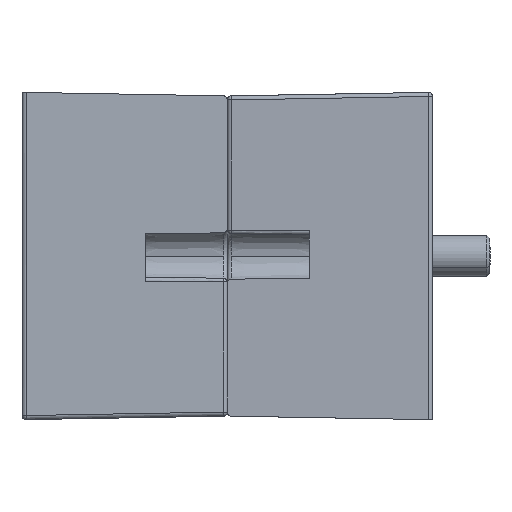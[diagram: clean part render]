
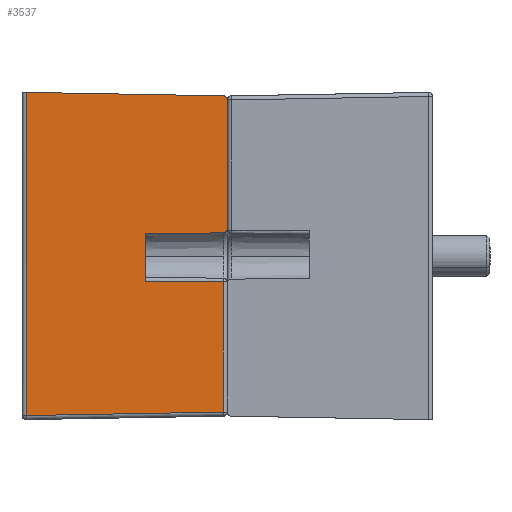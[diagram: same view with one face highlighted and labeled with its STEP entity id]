
A CAD part, left-side view. The second image highlights one B-rep face of the part: STEP entity #3537.
In plain terms, the highlighted planar face has unit normal (-1, -0.018, 0).
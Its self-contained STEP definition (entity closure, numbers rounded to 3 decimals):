
#366 = CARTESIAN_POINT ( 'NONE',  ( -33.135, -6.781, -3.157 ) ) ;
#522 = EDGE_CURVE ( 'NONE', #2418, #10067, #4176, .T. ) ;
#612 = VERTEX_POINT ( 'NONE', #8467 ) ;
#1048 = CARTESIAN_POINT ( 'NONE',  ( -33.135, -6.781, 2.822 ) ) ;
#1068 = DIRECTION ( 'NONE',  ( 0.017, -1., -0.017 ) ) ;
#1474 = LINE ( 'NONE', #20130, #11249 ) ;
#1630 = ORIENTED_EDGE ( 'NONE', *, *, #3885, .T. ) ;
#2246 = VECTOR ( 'NONE', #16645, 1000. ) ;
#2354 = LINE ( 'NONE', #2690, #15822 ) ;
#2418 = VERTEX_POINT ( 'NONE', #1048 ) ;
#2528 = CARTESIAN_POINT ( 'NONE',  ( -33.126, -7.272, 0. ) ) ;
#2558 = LINE ( 'NONE', #21422, #21509 ) ;
#2690 = CARTESIAN_POINT ( 'NONE',  ( -33.121, -7.604, -18.994 ) ) ;
#2962 = CARTESIAN_POINT ( 'NONE',  ( -33.126, -7.272, 19.009 ) ) ;
#3514 = CARTESIAN_POINT ( 'NONE',  ( -33.301, 2.728, 2.702 ) ) ;
#3537 = ADVANCED_FACE ( 'NONE', ( #12140 ), #11704, .T. ) ;
#3595 = EDGE_CURVE ( 'NONE', #612, #14784, #2354, .T. ) ;
#3642 = VECTOR ( 'NONE', #9748, 1000. ) ;
#3885 = EDGE_CURVE ( 'NONE', #5383, #21134, #6544, .T. ) ;
#4176 = B_SPLINE_CURVE_WITH_KNOTS ( 'NONE', 3,
 ( #15489, #4518, #17321, #6383, #19169, #8221 ),
 .UNSPECIFIED., .F., .F.,
 ( 4, 2, 4 ),
 ( 0., 0., 0.001 ),
 .UNSPECIFIED. ) ;
#4518 = CARTESIAN_POINT ( 'NONE',  ( -33.133, -6.915, 2.824 ) ) ;
#4812 = CARTESIAN_POINT ( 'NONE',  ( -33.126, -7.272, 19.298 ) ) ;
#5045 = CARTESIAN_POINT ( 'NONE',  ( -33.19, -3.612, 2.783 ) ) ;
#5383 = VERTEX_POINT ( 'NONE', #366 ) ;
#5411 = B_SPLINE_CURVE_WITH_KNOTS ( 'NONE', 3,
 ( #14124, #16017, #5045, #17864 ),
 .UNSPECIFIED., .F., .F.,
 ( 4, 4 ),
 ( 0.028, 0.037 ),
 .UNSPECIFIED. ) ;
#5588 = CARTESIAN_POINT ( 'NONE',  ( -33.135, -6.781, -3.157 ) ) ;
#5747 = CARTESIAN_POINT ( 'NONE',  ( -33.135, -6.781, -19.009 ) ) ;
#5763 = VECTOR ( 'NONE', #1068, 1000. ) ;
#6288 = ORIENTED_EDGE ( 'NONE', *, *, #12997, .T. ) ;
#6383 = CARTESIAN_POINT ( 'NONE',  ( -33.127, -7.222, 3.08 ) ) ;
#6544 = B_SPLINE_CURVE_WITH_KNOTS ( 'NONE', 3,
 ( #5588, #20179, #9189, #18394, #7433, #20255, #9264 ),
 .UNSPECIFIED., .F., .F.,
 ( 4, 3, 4 ),
 ( 0., 0.007, 0.01 ),
 .UNSPECIFIED. ) ;
#6753 = CARTESIAN_POINT ( 'NONE',  ( -33.135, -6.781, 19.509 ) ) ;
#7433 = CARTESIAN_POINT ( 'NONE',  ( -33.271, 1.043, -3.069 ) ) ;
#8084 = DIRECTION ( 'NONE',  ( -1., -0.017, 0. ) ) ;
#8221 = CARTESIAN_POINT ( 'NONE',  ( -33.126, -7.272, 3.345 ) ) ;
#8271 = ORIENTED_EDGE ( 'NONE', *, *, #8804, .T. ) ;
#8467 = CARTESIAN_POINT ( 'NONE',  ( -33.554, 17.219, -19.428 ) ) ;
#8534 = LINE ( 'NONE', #17015, #3642 ) ;
#8804 = EDGE_CURVE ( 'NONE', #9578, #612, #2558, .T. ) ;
#8867 = ORIENTED_EDGE ( 'NONE', *, *, #22490, .F. ) ;
#9134 = DIRECTION ( 'NONE',  ( 0., 0., 1. ) ) ;
#9189 = CARTESIAN_POINT ( 'NONE',  ( -33.216, -2.126, -3.105 ) ) ;
#9264 = CARTESIAN_POINT ( 'NONE',  ( -33.301, 2.728, -3.05 ) ) ;
#9578 = VERTEX_POINT ( 'NONE', #19912 ) ;
#9630 = AXIS2_PLACEMENT_3D ( 'NONE', #2528, #8084, #20896 ) ;
#9684 = CARTESIAN_POINT ( 'NONE',  ( -33.301, 2.728, 0. ) ) ;
#9748 = DIRECTION ( 'NONE',  ( 0., 0., 1. ) ) ;
#10067 = VERTEX_POINT ( 'NONE', #17002 ) ;
#10980 = VERTEX_POINT ( 'NONE', #11980 ) ;
#11249 = VECTOR ( 'NONE', #9134, 1000. ) ;
#11572 = CARTESIAN_POINT ( 'NONE',  ( -33.135, -6.781, 19.509 ) ) ;
#11606 = VERTEX_POINT ( 'NONE', #3514 ) ;
#11704 = PLANE ( 'NONE',  #9630 ) ;
#11980 = CARTESIAN_POINT ( 'NONE',  ( -33.126, -7.272, 19.009 ) ) ;
#12140 = FACE_OUTER_BOUND ( 'NONE', #17871, .T. ) ;
#12264 = ORIENTED_EDGE ( 'NONE', *, *, #3595, .T. ) ;
#12567 =( BOUNDED_CURVE ( )  B_SPLINE_CURVE ( 3, ( #2962, #4812, #17709, #6753 ),
 .UNSPECIFIED., .F., .F. ) 
 B_SPLINE_CURVE_WITH_KNOTS ( ( 4, 4 ),
 ( 3.142, 4.695 ),
 .UNSPECIFIED. ) 
 CURVE ( )  GEOMETRIC_REPRESENTATION_ITEM ( )  RATIONAL_B_SPLINE_CURVE ( ( 1., 0.809, 0.809, 1. ) ) 
 REPRESENTATION_ITEM ( '' )  );
#12583 = ORIENTED_EDGE ( 'NONE', *, *, #21038, .T. ) ;
#12997 = EDGE_CURVE ( 'NONE', #14784, #5383, #8534, .T. ) ;
#13799 = VERTEX_POINT ( 'NONE', #11572 ) ;
#14124 = CARTESIAN_POINT ( 'NONE',  ( -33.301, 2.728, 2.702 ) ) ;
#14784 = VERTEX_POINT ( 'NONE', #5747 ) ;
#15489 = CARTESIAN_POINT ( 'NONE',  ( -33.135, -6.781, 2.822 ) ) ;
#15625 = ORIENTED_EDGE ( 'NONE', *, *, #16328, .T. ) ;
#15822 = VECTOR ( 'NONE', #21048, 1000. ) ;
#16017 = CARTESIAN_POINT ( 'NONE',  ( -33.246, -0.442, 2.743 ) ) ;
#16061 = LINE ( 'NONE', #23015, #5763 ) ;
#16296 = LINE ( 'NONE', #9684, #2246 ) ;
#16328 = EDGE_CURVE ( 'NONE', #10980, #13799, #12567, .T. ) ;
#16645 = DIRECTION ( 'NONE',  ( 0., 0., -1. ) ) ;
#17002 = CARTESIAN_POINT ( 'NONE',  ( -33.126, -7.272, 3.345 ) ) ;
#17015 = CARTESIAN_POINT ( 'NONE',  ( -33.135, -6.781, 0. ) ) ;
#17321 = CARTESIAN_POINT ( 'NONE',  ( -33.13, -7.044, 2.885 ) ) ;
#17709 = CARTESIAN_POINT ( 'NONE',  ( -33.13, -7.07, 19.504 ) ) ;
#17864 = CARTESIAN_POINT ( 'NONE',  ( -33.135, -6.781, 2.822 ) ) ;
#17871 = EDGE_LOOP ( 'NONE', ( #6288, #1630, #8867, #12583, #23120, #20732, #15625, #18215, #8271, #12264 ) ) ;
#18215 = ORIENTED_EDGE ( 'NONE', *, *, #19898, .F. ) ;
#18394 = CARTESIAN_POINT ( 'NONE',  ( -33.257, 0.201, -3.079 ) ) ;
#18424 = CARTESIAN_POINT ( 'NONE',  ( -33.301, 2.728, -3.05 ) ) ;
#18978 = EDGE_CURVE ( 'NONE', #10067, #10980, #1474, .T. ) ;
#19169 = CARTESIAN_POINT ( 'NONE',  ( -33.126, -7.272, 3.212 ) ) ;
#19898 = EDGE_CURVE ( 'NONE', #9578, #13799, #16061, .T. ) ;
#19912 = CARTESIAN_POINT ( 'NONE',  ( -33.554, 17.219, 19.927 ) ) ;
#20130 = CARTESIAN_POINT ( 'NONE',  ( -33.126, -7.272, 0. ) ) ;
#20179 = CARTESIAN_POINT ( 'NONE',  ( -33.176, -4.454, -3.131 ) ) ;
#20255 = CARTESIAN_POINT ( 'NONE',  ( -33.286, 1.885, -3.059 ) ) ;
#20732 = ORIENTED_EDGE ( 'NONE', *, *, #18978, .T. ) ;
#20896 = DIRECTION ( 'NONE',  ( 0.017, -1., 0. ) ) ;
#21038 = EDGE_CURVE ( 'NONE', #11606, #2418, #5411, .T. ) ;
#21048 = DIRECTION ( 'NONE',  ( 0.017, -1., 0.017 ) ) ;
#21134 = VERTEX_POINT ( 'NONE', #18424 ) ;
#21422 = CARTESIAN_POINT ( 'NONE',  ( -33.554, 17.219, -19.436 ) ) ;
#21509 = VECTOR ( 'NONE', #23262, 1000. ) ;
#22490 = EDGE_CURVE ( 'NONE', #11606, #21134, #16296, .T. ) ;
#23015 = CARTESIAN_POINT ( 'NONE',  ( -33.134, -6.81, 19.508 ) ) ;
#23120 = ORIENTED_EDGE ( 'NONE', *, *, #522, .T. ) ;
#23262 = DIRECTION ( 'NONE',  ( 0., 0., -1. ) ) ;
